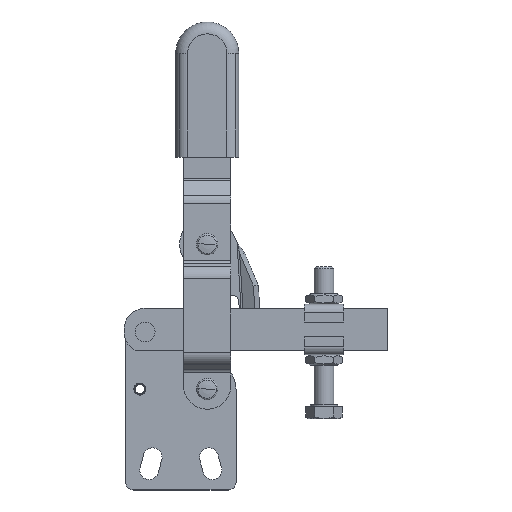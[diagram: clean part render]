
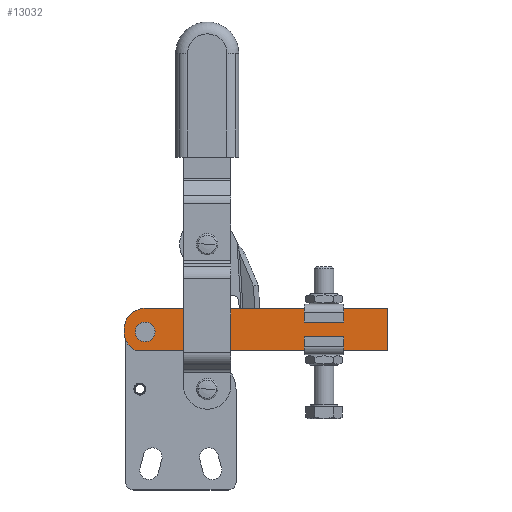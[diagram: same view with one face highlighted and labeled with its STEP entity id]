
A CAD part, top view. The second image highlights one B-rep face of the part: STEP entity #13032.
In plain terms, the highlighted planar face has unit normal (0, 0, 1).
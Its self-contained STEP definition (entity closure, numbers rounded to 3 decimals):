
#12504=CARTESIAN_POINT('',(-16.969,16.07,5.));
#12505=VERTEX_POINT('',#12504);
#12506=CARTESIAN_POINT('',(-19.469,16.07,5.));
#12507=DIRECTION('',(0.0,0.0,-1.0));
#12508=DIRECTION('',(-1.0,0.0,0.0));
#12509=AXIS2_PLACEMENT_3D('',#12506,#12507,#12508);
#12510=CIRCLE('',#12509,2.5);
#12511=EDGE_CURVE('',#12505,#12505,#12510,.T.);
#12562=CARTESIAN_POINT('',(-1.269,16.07,5.));
#12563=VERTEX_POINT('',#12562);
#12564=CARTESIAN_POINT('',(-3.769,16.07,5.));
#12565=DIRECTION('',(0.0,0.0,-1.0));
#12566=DIRECTION('',(-1.0,0.0,0.0));
#12567=AXIS2_PLACEMENT_3D('',#12564,#12565,#12566);
#12568=CIRCLE('',#12567,2.5);
#12569=EDGE_CURVE('',#12563,#12563,#12568,.T.);
#12828=CARTESIAN_POINT('',(42.031,11.32,5.));
#12829=VERTEX_POINT('',#12828);
#12830=CARTESIAN_POINT('',(-21.984,11.32,5.));
#12831=VERTEX_POINT('',#12830);
#12832=CARTESIAN_POINT('',(42.031,11.32,5.));
#12833=DIRECTION('',(-1.0,0.0,0.0));
#12834=VECTOR('',#12833,64.016);
#12835=LINE('',#12832,#12834);
#12836=EDGE_CURVE('',#12829,#12831,#12835,.T.);
#12868=CARTESIAN_POINT('',(-24.844,16.07,5.));
#12869=VERTEX_POINT('',#12868);
#12870=CARTESIAN_POINT('',(-19.469,16.07,5.));
#12871=DIRECTION('',(0.0,0.0,-1.0));
#12872=DIRECTION('',(1.0,0.0,0.0));
#12873=AXIS2_PLACEMENT_3D('',#12870,#12871,#12872);
#12874=CIRCLE('',#12873,5.375);
#12875=EDGE_CURVE('',#12831,#12869,#12874,.T.);
#12901=CARTESIAN_POINT('',(-24.844,16.695,5.));
#12902=VERTEX_POINT('',#12901);
#12903=CARTESIAN_POINT('',(-24.844,16.07,5.));
#12904=DIRECTION('',(0.0,1.0,0.0));
#12905=VECTOR('',#12904,0.625);
#12906=LINE('',#12903,#12905);
#12907=EDGE_CURVE('',#12869,#12902,#12906,.T.);
#12932=CARTESIAN_POINT('',(-19.469,22.07,5.));
#12933=VERTEX_POINT('',#12932);
#12934=CARTESIAN_POINT('',(-19.469,16.695,5.));
#12935=DIRECTION('',(0.0,0.0,-1.0));
#12936=DIRECTION('',(0.0,-1.0,0.0));
#12937=AXIS2_PLACEMENT_3D('',#12934,#12935,#12936);
#12938=CIRCLE('',#12937,5.375);
#12939=EDGE_CURVE('',#12902,#12933,#12938,.T.);
#12965=CARTESIAN_POINT('',(42.031,22.07,5.));
#12966=VERTEX_POINT('',#12965);
#12967=CARTESIAN_POINT('',(-19.469,22.07,5.));
#12968=DIRECTION('',(1.0,0.0,0.0));
#12969=VECTOR('',#12968,61.5);
#12970=LINE('',#12967,#12969);
#12971=EDGE_CURVE('',#12933,#12966,#12970,.T.);
#12996=CARTESIAN_POINT('',(42.031,22.07,5.));
#12997=DIRECTION('',(0.0,-1.0,0.0));
#12998=VECTOR('',#12997,10.75);
#12999=LINE('',#12996,#12998);
#13000=EDGE_CURVE('',#12966,#12829,#12999,.T.);
#13013=CARTESIAN_POINT('',(9.529,16.667,5.));
#13014=DIRECTION('',(0.0,0.0,1.0));
#13015=DIRECTION('',(1.0,0.0,0.0));
#13016=AXIS2_PLACEMENT_3D('',#13013,#13014,#13015);
#13017=PLANE('',#13016);
#13018=ORIENTED_EDGE('',*,*,#12836,.F.);
#13019=ORIENTED_EDGE('',*,*,#13000,.F.);
#13020=ORIENTED_EDGE('',*,*,#12971,.F.);
#13021=ORIENTED_EDGE('',*,*,#12939,.F.);
#13022=ORIENTED_EDGE('',*,*,#12907,.F.);
#13023=ORIENTED_EDGE('',*,*,#12875,.F.);
#13024=EDGE_LOOP('',(#13018,#13019,#13020,#13021,#13022,#13023));
#13025=FACE_OUTER_BOUND('',#13024,.T.);
#13026=ORIENTED_EDGE('',*,*,#12569,.T.);
#13027=EDGE_LOOP('',(#13026));
#13028=FACE_BOUND('',#13027,.T.);
#13029=ORIENTED_EDGE('',*,*,#12511,.T.);
#13030=EDGE_LOOP('',(#13029));
#13031=FACE_BOUND('',#13030,.T.);
#13032=ADVANCED_FACE('',(#13025,#13028,#13031),#13017,.T.);
